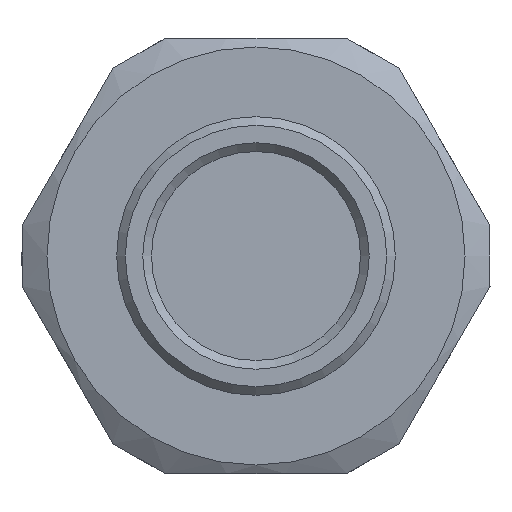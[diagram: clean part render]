
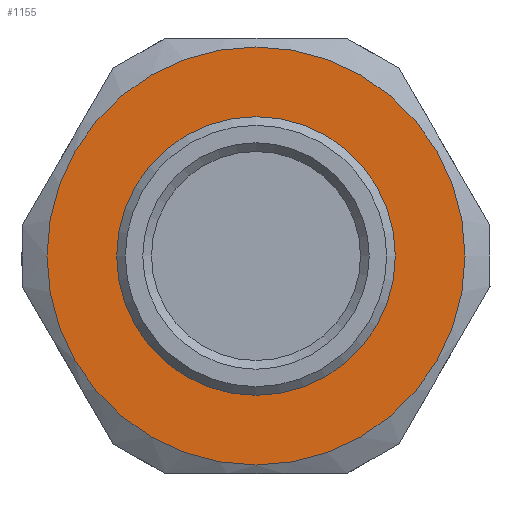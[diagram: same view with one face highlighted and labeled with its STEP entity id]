
A CAD part, front view. The second image highlights one B-rep face of the part: STEP entity #1155.
In plain terms, the highlighted planar face has unit normal (0, -1, 0).
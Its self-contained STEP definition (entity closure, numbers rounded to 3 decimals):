
#231=FACE_BOUND('',#329,.T.);
#259=FACE_OUTER_BOUND('',#328,.T.);
#328=EDGE_LOOP('',(#777));
#329=EDGE_LOOP('',(#778));
#391=CIRCLE('',#1261,7.5);
#392=CIRCLE('',#1263,12.);
#450=VERTEX_POINT('',#1760);
#451=VERTEX_POINT('',#1764);
#578=EDGE_CURVE('',#450,#450,#391,.T.);
#580=EDGE_CURVE('',#451,#451,#392,.T.);
#777=ORIENTED_EDGE('',*,*,#580,.F.);
#778=ORIENTED_EDGE('',*,*,#578,.T.);
#1037=PLANE('',#1262);
#1155=ADVANCED_FACE('',(#259,#231),#1037,.T.);
#1261=AXIS2_PLACEMENT_3D('',#1761,#1422,#1423);
#1262=AXIS2_PLACEMENT_3D('',#1763,#1425,#1426);
#1263=AXIS2_PLACEMENT_3D('',#1765,#1427,#1428);
#1422=DIRECTION('center_axis',(0.,1.,0.));
#1423=DIRECTION('ref_axis',(1.,0.,0.));
#1425=DIRECTION('center_axis',(0.,-1.,0.));
#1426=DIRECTION('ref_axis',(0.,0.,
-1.));
#1427=DIRECTION('center_axis',(0.,1.,0.));
#1428=DIRECTION('ref_axis',(1.,0.,0.));
#1760=CARTESIAN_POINT('',(56.227,-92.506,88.885));
#1761=CARTESIAN_POINT('Origin',(48.727,-92.506,88.885));
#1763=CARTESIAN_POINT('Origin',(36.727,-92.506,88.885));
#1764=CARTESIAN_POINT('',(60.727,-92.506,88.885));
#1765=CARTESIAN_POINT('Origin',(48.727,-92.506,88.885));
